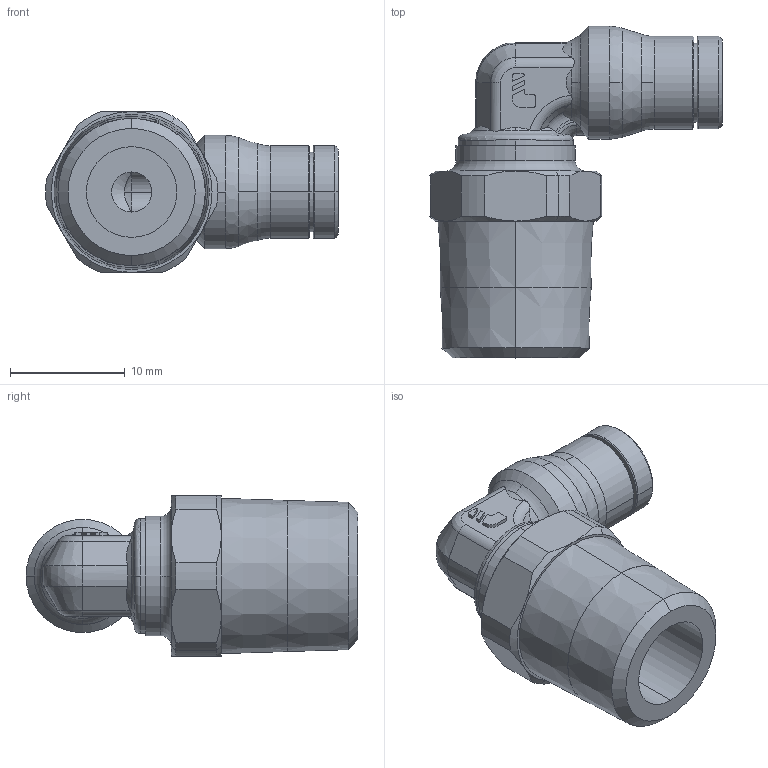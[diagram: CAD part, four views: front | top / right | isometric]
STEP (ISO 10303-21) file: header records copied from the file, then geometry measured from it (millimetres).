
FILE_DESCRIPTION(('STEP AP214'),'1');
FILE_NAME('3609_04_13.stp','2016-07-07T14:13:42',('TraceParts'),('TraceParts S.A.'),'Spatial InterOp 3D',' ',' ');
FILE_SCHEMA(('automotive_design'));
Length unit declared in the file: millimetre
Products named in the file (1): 1
Bounding box: 25.49 x 28.9 x 14 mm (x, y, z)
Volume: 2833.5 mm3; surface area: 2338.7 mm2
Topology: 1 solids, 1 shells, 162 faces, 410 edges, 261 vertices
Faces by surface type: cone 48, cylinder 45, plane 43, torus 25, sphere 1
Entity records: 5319 total; most frequent: CARTESIAN_POINT 1436, DIRECTION 842, ORIENTED_EDGE 818, EDGE_CURVE 409, AXIS2_PLACEMENT_3D 359, VERTEX_POINT 261, CIRCLE 194, EDGE_LOOP 176
